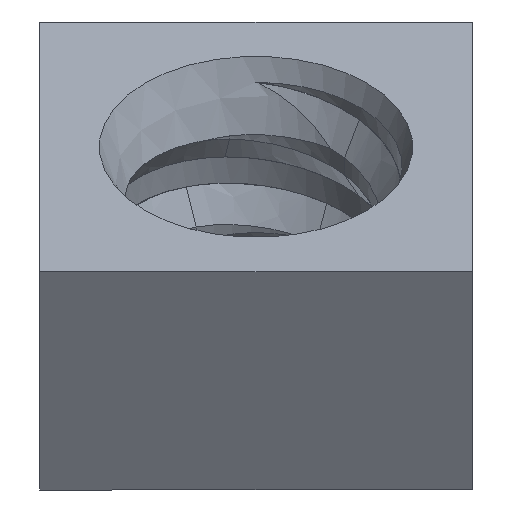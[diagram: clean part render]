
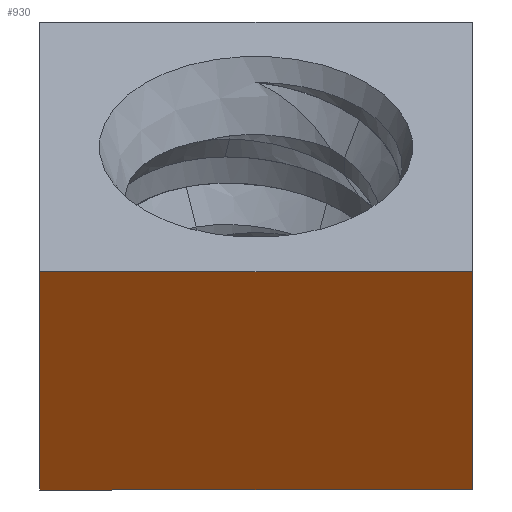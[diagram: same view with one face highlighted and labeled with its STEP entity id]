
A CAD part, isometric view. The second image highlights one B-rep face of the part: STEP entity #930.
In plain terms, the highlighted planar face has unit normal (-0.707, -0.707, 0).
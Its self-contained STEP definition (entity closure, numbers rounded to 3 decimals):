
#20=PLANE('',#947);
#145=FACE_OUTER_BOUND('',#214,.T.);
#214=EDGE_LOOP('',(#851,#852,#853,#854));
#345=LINE('',#2616,#361);
#350=LINE('',#2629,#366);
#353=LINE('',#2633,#369);
#354=LINE('',#2635,#370);
#361=VECTOR('',#973,10.);
#366=VECTOR('',#984,10.);
#369=VECTOR('',#989,10.);
#370=VECTOR('',#992,10.);
#439=VERTEX_POINT('',#2613);
#440=VERTEX_POINT('',#2615);
#444=VERTEX_POINT('',#2626);
#445=VERTEX_POINT('',#2628);
#573=EDGE_CURVE('',#439,#440,#345,.T.);
#579=EDGE_CURVE('',#444,#445,#350,.T.);
#582=EDGE_CURVE('',#439,#445,#353,.T.);
#583=EDGE_CURVE('',#440,#444,#354,.T.);
#851=ORIENTED_EDGE('',*,*,#573,.F.);
#852=ORIENTED_EDGE('',*,*,#582,.T.);
#853=ORIENTED_EDGE('',*,*,#579,.F.);
#854=ORIENTED_EDGE('',*,*,#583,.F.);
#930=ADVANCED_FACE('',(#145),#20,.T.);
#947=AXIS2_PLACEMENT_3D('',#2634,#990,#991);
#973=DIRECTION('',(-0.707,0.707,0.));
#984=DIRECTION('',(0.707,-0.707,0.));
#989=DIRECTION('',(0.,0.,1.));
#990=DIRECTION('center_axis',(-0.707,-0.707,0.));
#991=DIRECTION('ref_axis',(0.707,-0.707,0.));
#992=DIRECTION('',(0.,0.,1.));
#2613=CARTESIAN_POINT('',(12.5,5.178,0.));
#2615=CARTESIAN_POINT('',(5.178,12.5,0.));
#2616=CARTESIAN_POINT('',(12.5,5.178,0.));
#2626=CARTESIAN_POINT('',(5.178,12.5,6.4));
#2628=CARTESIAN_POINT('',(12.5,5.178,6.4));
#2629=CARTESIAN_POINT('',(12.5,5.178,6.4));
#2633=CARTESIAN_POINT('',(12.5,5.178,0.));
#2634=CARTESIAN_POINT('Origin',(5.178,12.5,0.));
#2635=CARTESIAN_POINT('',(5.178,12.5,0.));
